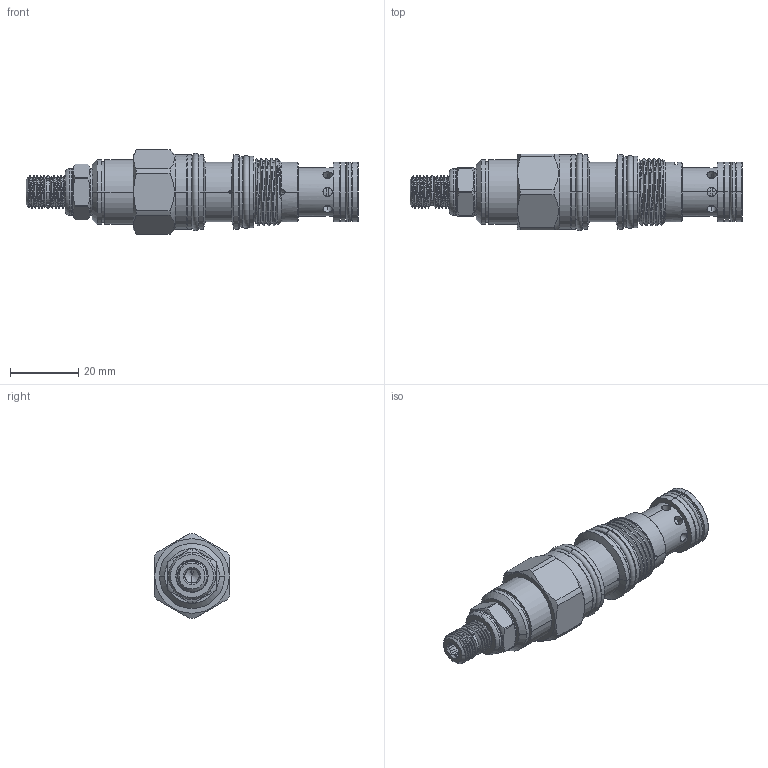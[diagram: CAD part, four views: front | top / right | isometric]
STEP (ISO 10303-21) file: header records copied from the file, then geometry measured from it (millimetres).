
FILE_DESCRIPTION (( 'STEP AP203' ), '1' );
FILE_NAME ('RV11A3B-L.STEP', '2020-03-24T06:14:12', ( '' ), ( '' ), 'SwSTEP 2.0', 'SolidWorks 2018', '' );
FILE_SCHEMA (( 'CONFIG_CONTROL_DESIGN' ));
Length unit declared in the file: millimetre
Products named in the file (1): RV11A3B-L
Bounding box: 97.16 x 22.55 x 24.79 mm (x, y, z)
Volume: 23609.8 mm3; surface area: 9442.4 mm2
Topology: 4 solids, 6 shells, 330 faces, 845 edges, 518 vertices
Faces by surface type: cylinder 172, plane 65, cone 52, torus 31, bspline 10
Entity records: 19846 total; most frequent: CARTESIAN_POINT 12035, ORIENTED_EDGE 1682, DIRECTION 1603, EDGE_CURVE 841, AXIS2_PLACEMENT_3D 684, VERTEX_POINT 518, EDGE_LOOP 365, CIRCLE 363
